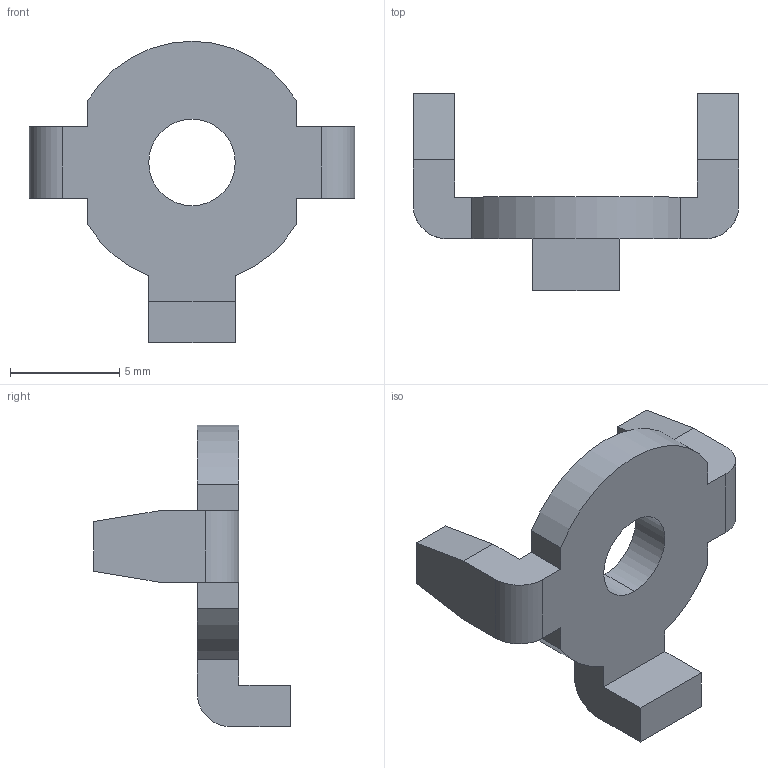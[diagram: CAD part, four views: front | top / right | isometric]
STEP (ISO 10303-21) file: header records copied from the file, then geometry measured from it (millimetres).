
FILE_DESCRIPTION (( 'STEP AP214' ), '1' );
FILE_NAME ('Part 1299.STEP', '2018-09-29T18:38:17', ( '' ), ( '' ), 'SwSTEP 2.0', 'SolidWorks 2018', '' );
FILE_SCHEMA (( 'AUTOMOTIVE_DESIGN' ));
Length unit declared in the file: inch
Products named in the file (1): Part 1299
Bounding box: 14.91 x 9.02 x 13.8 mm (x, y, z)
Volume: 270.5 mm3; surface area: 442.3 mm2
Topology: 1 solids, 1 shells, 33 faces, 93 edges, 62 vertices
Faces by surface type: plane 25, cylinder 8
Entity records: 1107 total; most frequent: CARTESIAN_POINT 189, ORIENTED_EDGE 186, DIRECTION 177, EDGE_CURVE 93, LINE 77, VECTOR 77, VERTEX_POINT 62, AXIS2_PLACEMENT_3D 50
